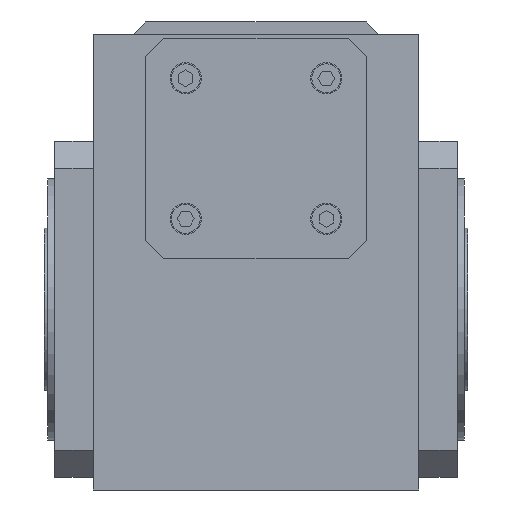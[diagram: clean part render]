
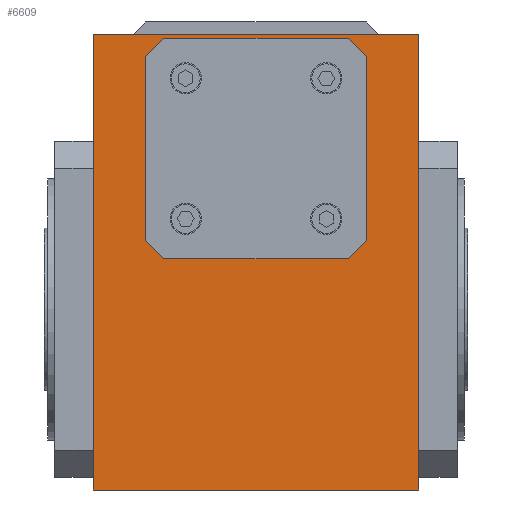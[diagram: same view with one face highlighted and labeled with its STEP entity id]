
A CAD part, left-side view. The second image highlights one B-rep face of the part: STEP entity #6609.
In plain terms, the highlighted planar face has unit normal (-1, 0, 0).
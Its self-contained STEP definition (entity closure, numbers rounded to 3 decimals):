
#72=LINE('',#9056,#524);
#75=LINE('',#9066,#527);
#78=LINE('',#9076,#530);
#79=LINE('',#9077,#531);
#524=VECTOR('',#7567,1000.);
#527=VECTOR('',#7576,1000.);
#530=VECTOR('',#7585,1000.);
#531=VECTOR('',#7586,1000.);
#975=PLANE('',#6993);
#1347=ORIENTED_EDGE('',*,*,#2635,.T.);
#1348=ORIENTED_EDGE('',*,*,#2631,.T.);
#1349=ORIENTED_EDGE('',*,*,#2636,.T.);
#1350=ORIENTED_EDGE('',*,*,#2626,.T.);
#1351=ORIENTED_EDGE('',*,*,#2637,.T.);
#1352=ORIENTED_EDGE('',*,*,#2638,.T.);
#2626=EDGE_CURVE('',#3283,#3284,#72,.T.);
#2631=EDGE_CURVE('',#3287,#3288,#75,.T.);
#2635=EDGE_CURVE('',#3290,#3290,#3770,.T.);
#2636=EDGE_CURVE('',#3288,#3283,#78,.T.);
#2637=EDGE_CURVE('',#3284,#3287,#79,.T.);
#2638=EDGE_CURVE('',#3291,#3291,#3771,.T.);
#3283=VERTEX_POINT('',#9057);
#3284=VERTEX_POINT('',#9058);
#3287=VERTEX_POINT('',#9067);
#3288=VERTEX_POINT('',#9068);
#3290=VERTEX_POINT('',#9075);
#3291=VERTEX_POINT('',#9079);
#3770=CIRCLE('',#6994,5.);
#3771=CIRCLE('',#6995,20.);
#3974=EDGE_LOOP('',(#1347));
#3975=EDGE_LOOP('',(#1348,#1349,#1350,#1351));
#3976=EDGE_LOOP('',(#1352));
#4477=FACE_BOUND('',#3974,.T.);
#4478=FACE_BOUND('',#3975,.T.);
#4479=FACE_BOUND('',#3976,.T.);
#6609=ADVANCED_FACE('',(#4477,#4478,#4479),#975,.T.);
#6993=AXIS2_PLACEMENT_3D('',#9073,#7581,#7582);
#6994=AXIS2_PLACEMENT_3D('',#9074,#7583,#7584);
#6995=AXIS2_PLACEMENT_3D('',#9078,#7587,#7588);
#7567=DIRECTION('',(0.,0.,-1.));
#7576=DIRECTION('',(0.,0.,1.));
#7581=DIRECTION('',(-1.,0.,0.));
#7582=DIRECTION('',(0.,-1.,0.));
#7583=DIRECTION('',(1.,0.,0.));
#7584=DIRECTION('',(0.,-1.,0.));
#7585=DIRECTION('',(0.,1.,0.));
#7586=DIRECTION('',(0.,-1.,0.));
#7587=DIRECTION('',(1.,0.,0.));
#7588=DIRECTION('',(0.,-1.,0.));
#9056=CARTESIAN_POINT('',(-105.,90.,63.035));
#9057=CARTESIAN_POINT('',(-105.,90.,63.035));
#9058=CARTESIAN_POINT('',(-105.,90.,-188.835));
#9066=CARTESIAN_POINT('',(-105.,-90.,-188.835));
#9067=CARTESIAN_POINT('',(-105.,-90.,-188.835));
#9068=CARTESIAN_POINT('',(-105.,-90.,63.035));
#9073=CARTESIAN_POINT('',(-105.,-90.,63.035));
#9074=CARTESIAN_POINT('',(-105.,38.891,38.891));
#9075=CARTESIAN_POINT('',(-105.,33.891,38.891));
#9076=CARTESIAN_POINT('',(-105.,-90.,63.035));
#9077=CARTESIAN_POINT('',(-105.,90.,-188.835));
#9078=CARTESIAN_POINT('',(-105.,0.,0.));
#9079=CARTESIAN_POINT('',(-105.,-20.,0.));
